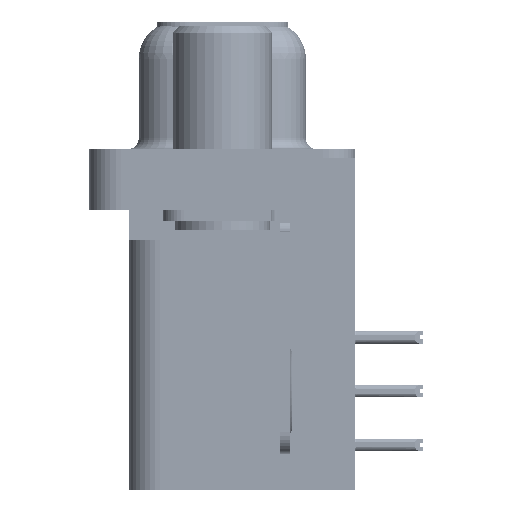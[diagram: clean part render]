
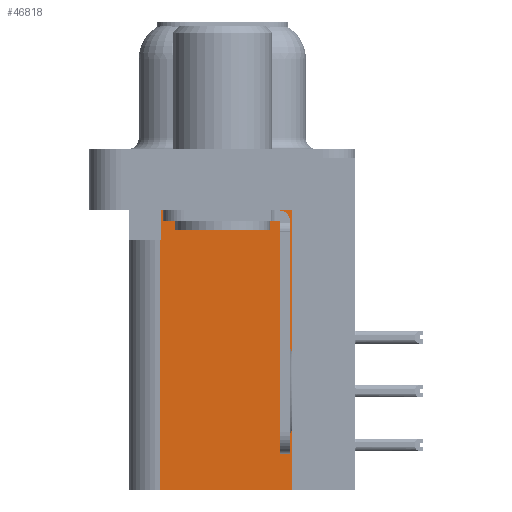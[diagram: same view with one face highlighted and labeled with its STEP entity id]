
A CAD part, left-side view. The second image highlights one B-rep face of the part: STEP entity #46818.
In plain terms, the highlighted planar face has unit normal (-1, 0, 0).
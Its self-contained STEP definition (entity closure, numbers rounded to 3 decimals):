
#252 = CARTESIAN_POINT ( 'NONE',  ( 3.7, -3.295, -2.5 ) ) ;
#1168 = VECTOR ( 'NONE', #36220, 1000. ) ;
#2093 = CARTESIAN_POINT ( 'NONE',  ( 3.7, -3.295, -15.7 ) ) ;
#2632 = ORIENTED_EDGE ( 'NONE', *, *, #30473, .T. ) ;
#3771 = EDGE_CURVE ( 'NONE', #23304, #16532, #11616, .T. ) ;
#4077 = VECTOR ( 'NONE', #28029, 1000. ) ;
#4841 = CARTESIAN_POINT ( 'NONE',  ( 3.7, -3.295, -15.7 ) ) ;
#5725 = DIRECTION ( 'NONE',  ( 0., 1., 0. ) ) ;
#5853 = CARTESIAN_POINT ( 'NONE',  ( 3.7, 2.925, -15.7 ) ) ;
#6396 = CARTESIAN_POINT ( 'NONE',  ( 3.7, 2.895, -3.9 ) ) ;
#7528 = VERTEX_POINT ( 'NONE', #252 ) ;
#8109 = CARTESIAN_POINT ( 'NONE',  ( 3.7, 2.925, -3.9 ) ) ;
#10129 = LINE ( 'NONE', #2093, #29291 ) ;
#11001 = CARTESIAN_POINT ( 'NONE',  ( 3.7, 0., -3.9 ) ) ;
#11616 = LINE ( 'NONE', #5853, #41514 ) ;
#13491 = FACE_OUTER_BOUND ( 'NONE', #37590, .T. ) ;
#14681 = VERTEX_POINT ( 'NONE', #38996 ) ;
#16210 = LINE ( 'NONE', #42543, #43935 ) ;
#16532 = VERTEX_POINT ( 'NONE', #8109 ) ;
#16714 = EDGE_CURVE ( 'NONE', #34322, #23304, #10129, .T. ) ;
#18553 = ORIENTED_EDGE ( 'NONE', *, *, #36554, .T. ) ;
#19249 = LINE ( 'NONE', #11001, #1168 ) ;
#19655 = CARTESIAN_POINT ( 'NONE',  ( 3.7, -3.295, -15.7 ) ) ;
#20293 = CARTESIAN_POINT ( 'NONE',  ( 3.7, 2.895, -3.9 ) ) ;
#20954 = DIRECTION ( 'NONE',  ( 0., 1., 0. ) ) ;
#22263 = AXIS2_PLACEMENT_3D ( 'NONE', #4841, #44619, #23001 ) ;
#23001 = DIRECTION ( 'NONE',  ( 0., 0., -1. ) ) ;
#23304 = VERTEX_POINT ( 'NONE', #38910 ) ;
#23746 = CARTESIAN_POINT ( 'NONE',  ( 3.7, -3.295, -15.7 ) ) ;
#24054 = EDGE_CURVE ( 'NONE', #34322, #7528, #45534, .T. ) ;
#26325 = VECTOR ( 'NONE', #30949, 1000. ) ;
#26549 = VERTEX_POINT ( 'NONE', #20293 ) ;
#26648 = EDGE_CURVE ( 'NONE', #14681, #26549, #41306, .T. ) ;
#28029 = DIRECTION ( 'NONE',  ( 0., 0., -1. ) ) ;
#29074 = ORIENTED_EDGE ( 'NONE', *, *, #16714, .F. ) ;
#29291 = VECTOR ( 'NONE', #5725, 1000. ) ;
#30473 = EDGE_CURVE ( 'NONE', #7528, #14681, #16210, .T. ) ;
#30949 = DIRECTION ( 'NONE',  ( 0., 0., 1. ) ) ;
#32596 = ORIENTED_EDGE ( 'NONE', *, *, #26648, .T. ) ;
#33734 = ORIENTED_EDGE ( 'NONE', *, *, #3771, .F. ) ;
#34322 = VERTEX_POINT ( 'NONE', #19655 ) ;
#36220 = DIRECTION ( 'NONE',  ( 0., 1., 0. ) ) ;
#36554 = EDGE_CURVE ( 'NONE', #26549, #16532, #19249, .T. ) ;
#37590 = EDGE_LOOP ( 'NONE', ( #2632, #32596, #18553, #33734, #29074, #45160 ) ) ;
#38910 = CARTESIAN_POINT ( 'NONE',  ( 3.7, 2.925, -15.7 ) ) ;
#38996 = CARTESIAN_POINT ( 'NONE',  ( 3.7, 2.895, -2.5 ) ) ;
#40929 = PLANE ( 'NONE',  #22263 ) ;
#41306 = LINE ( 'NONE', #6396, #4077 ) ;
#41514 = VECTOR ( 'NONE', #41799, 1000. ) ;
#41799 = DIRECTION ( 'NONE',  ( 0., 0., 1. ) ) ;
#42543 = CARTESIAN_POINT ( 'NONE',  ( 3.7, -3.295, -2.5 ) ) ;
#43935 = VECTOR ( 'NONE', #20954, 1000. ) ;
#44619 = DIRECTION ( 'NONE',  ( 1., 0., 0. ) ) ;
#45160 = ORIENTED_EDGE ( 'NONE', *, *, #24054, .T. ) ;
#45534 = LINE ( 'NONE', #23746, #26325 ) ;
#46818 = ADVANCED_FACE ( 'NONE', ( #13491 ), #40929, .F. ) ;
